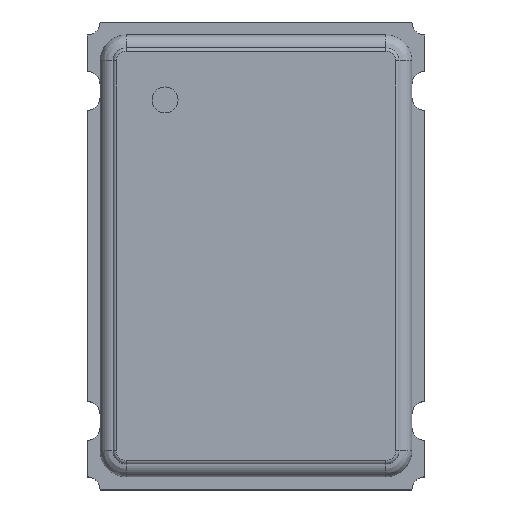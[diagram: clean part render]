
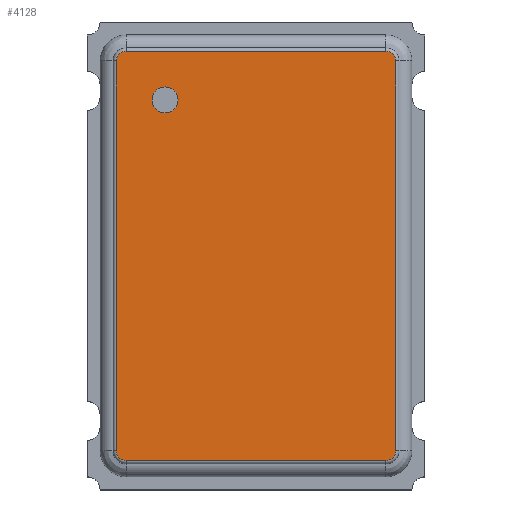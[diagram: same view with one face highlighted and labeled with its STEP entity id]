
A CAD part, top view. The second image highlights one B-rep face of the part: STEP entity #4128.
In plain terms, the highlighted planar face has unit normal (0, 0, 1).
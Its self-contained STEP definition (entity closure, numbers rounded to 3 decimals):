
#20=FACE_BOUND($,#645,.T.);
#127=CIRCLE($,#4468,0.2);
#131=CIRCLE($,#4475,0.15);
#135=CIRCLE($,#4480,0.15);
#139=CIRCLE($,#4487,0.15);
#143=CIRCLE($,#4492,0.15);
#404=FACE_OUTER_BOUND($,#644,.T.);
#644=EDGE_LOOP($,(#3462,#3463,#3464,#3465,#3466,#3467,#3468,#3469));
#645=EDGE_LOOP($,(#3470));
#1035=LINE($,#6649,#1495);
#1037=LINE($,#6669,#1497);
#1040=LINE($,#6676,#1500);
#1042=LINE($,#6691,#1502);
#1495=VECTOR($,#5395,6.);
#1497=VECTOR($,#5419,4.);
#1500=VECTOR($,#5426,4.);
#1502=VECTOR($,#5446,6.);
#1900=VERTEX_POINT($,#6641);
#1902=VERTEX_POINT($,#6646);
#1903=VERTEX_POINT($,#6648);
#1906=VERTEX_POINT($,#6655);
#1907=VERTEX_POINT($,#6660);
#1910=VERTEX_POINT($,#6667);
#1911=VERTEX_POINT($,#6672);
#1914=VERTEX_POINT($,#6679);
#1915=VERTEX_POINT($,#6684);
#2424=EDGE_CURVE($,#1900,#1900,#127,.T.);
#2426=EDGE_CURVE($,#1902,#1903,#1035,.T.);
#2430=EDGE_CURVE($,#1906,#1902,#131,.T.);
#2434=EDGE_CURVE($,#1903,#1907,#135,.T.);
#2436=EDGE_CURVE($,#1910,#1906,#1037,.T.);
#2440=EDGE_CURVE($,#1907,#1911,#1040,.T.);
#2442=EDGE_CURVE($,#1914,#1910,#139,.T.);
#2446=EDGE_CURVE($,#1911,#1915,#143,.T.);
#2448=EDGE_CURVE($,#1915,#1914,#1042,.T.);
#3462=ORIENTED_EDGE($,*,*,#2426,.F.);
#3463=ORIENTED_EDGE($,*,*,#2430,.F.);
#3464=ORIENTED_EDGE($,*,*,#2436,.F.);
#3465=ORIENTED_EDGE($,*,*,#2442,.F.);
#3466=ORIENTED_EDGE($,*,*,#2448,.F.);
#3467=ORIENTED_EDGE($,*,*,#2446,.F.);
#3468=ORIENTED_EDGE($,*,*,#2440,.F.);
#3469=ORIENTED_EDGE($,*,*,#2434,.F.);
#3470=ORIENTED_EDGE($,*,*,#2424,.T.);
#3904=PLANE($,#4500);
#4128=ADVANCED_FACE($,(#404,#20),#3904,.T.);
#4468=AXIS2_PLACEMENT_3D($,#6642,#5387,#5388);
#4475=AXIS2_PLACEMENT_3D($,#6657,#5403,#5404);
#4480=AXIS2_PLACEMENT_3D($,#6664,#5413,#5414);
#4487=AXIS2_PLACEMENT_3D($,#6681,#5431,#5432);
#4492=AXIS2_PLACEMENT_3D($,#6688,#5441,#5442);
#4500=AXIS2_PLACEMENT_3D($,#6710,#5466,#5467);
#5387=DIRECTION('center_axis',(0.,0.,
-1.));
#5388=DIRECTION('ref_axis',(1.,0.,0.));
#5395=DIRECTION($,(0.,1.,0.));
#5403=DIRECTION('center_axis',(0.,0.,
-1.));
#5404=DIRECTION('ref_axis',(-0.707,-0.707,0.));
#5413=DIRECTION('center_axis',(0.,0.,
-1.));
#5414=DIRECTION('ref_axis',(-0.707,0.707,0.));
#5419=DIRECTION($,(-1.,0.,0.));
#5426=DIRECTION($,(1.,0.,0.));
#5431=DIRECTION('center_axis',(0.,0.,
-1.));
#5432=DIRECTION('ref_axis',(0.707,-0.707,0.));
#5441=DIRECTION('center_axis',(0.,0.,
-1.));
#5442=DIRECTION('ref_axis',(0.707,0.707,0.));
#5446=DIRECTION($,(0.,-1.,0.));
#5466=DIRECTION('center_axis',(0.,0.,
1.));
#5467=DIRECTION('ref_axis',(1.,0.,0.));
#6641=CARTESIAN_POINT('',(-1.2,2.4,1.55));
#6642=CARTESIAN_POINT('Origin',(-1.4,2.4,1.55));
#6646=CARTESIAN_POINT('',(-2.15,-3.,1.55));
#6648=CARTESIAN_POINT('',(-2.15,3.,1.55));
#6649=CARTESIAN_POINT($,(-2.15,-1.5,1.55));
#6655=CARTESIAN_POINT('',(-2.,-3.15,1.55));
#6657=CARTESIAN_POINT('Origin',(-2.,-3.,1.55));
#6660=CARTESIAN_POINT('',(-2.,3.15,1.55));
#6664=CARTESIAN_POINT('Origin',(-2.,3.,1.55));
#6667=CARTESIAN_POINT('',(2.,-3.15,1.55));
#6669=CARTESIAN_POINT($,(1.,-3.15,1.55));
#6672=CARTESIAN_POINT('',(2.,3.15,1.55));
#6676=CARTESIAN_POINT($,(-1.,3.15,1.55));
#6679=CARTESIAN_POINT('',(2.15,-3.,1.55));
#6681=CARTESIAN_POINT('Origin',(2.,-3.,1.55));
#6684=CARTESIAN_POINT('',(2.15,3.,1.55));
#6688=CARTESIAN_POINT('Origin',(2.,3.,1.55));
#6691=CARTESIAN_POINT($,(2.15,1.5,1.55));
#6710=CARTESIAN_POINT('Origin',(0.,0.,1.55));
